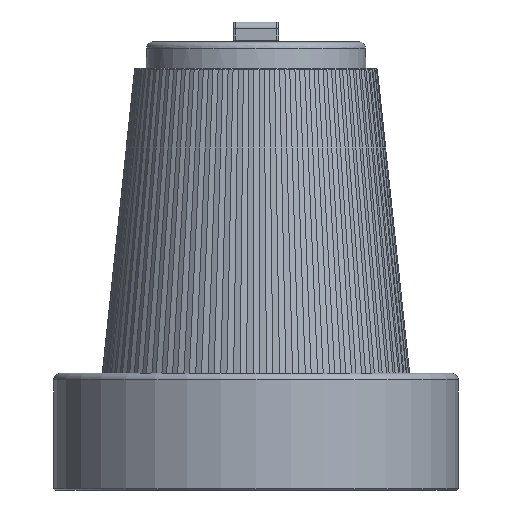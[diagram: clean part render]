
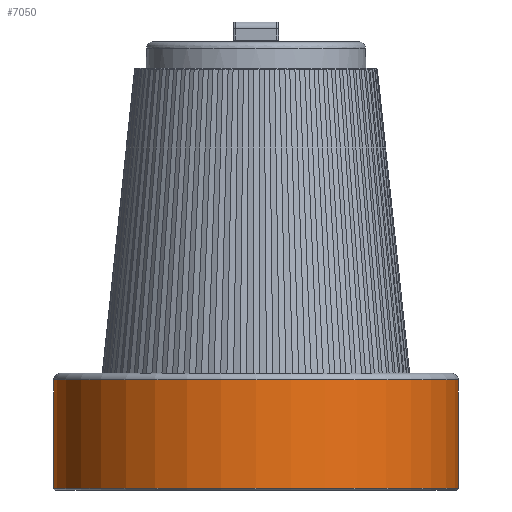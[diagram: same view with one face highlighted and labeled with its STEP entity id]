
A CAD part, front view. The second image highlights one B-rep face of the part: STEP entity #7050.
In plain terms, the highlighted cylindrical face has radius 7.625 mm (diameter 15.25 mm), a full revolution.
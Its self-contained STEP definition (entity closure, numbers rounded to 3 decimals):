
#446=CYLINDRICAL_SURFACE('',#7745,7.625);
#1147=LINE('',#12568,#1813);
#1813=VECTOR('',#9747,7.625);
#2383=FACE_OUTER_BOUND('',#2786,.T.);
#2786=EDGE_LOOP('',(#6273,#6274,#6275,#6276));
#2905=CIRCLE('',#7740,7.625);
#2909=CIRCLE('',#7746,7.625);
#3535=VERTEX_POINT('',#12557);
#3538=VERTEX_POINT('',#12566);
#4549=EDGE_CURVE('',#3535,#3535,#2905,.T.);
#4553=EDGE_CURVE('',#3538,#3538,#2909,.T.);
#4554=EDGE_CURVE('',#3538,#3535,#1147,.T.);
#6273=ORIENTED_EDGE('',*,*,#4553,.F.);
#6274=ORIENTED_EDGE('',*,*,#4554,.T.);
#6275=ORIENTED_EDGE('',*,*,#4549,.F.);
#6276=ORIENTED_EDGE('',*,*,#4554,.F.);
#7050=ADVANCED_FACE('',(#2383),#446,.T.);
#7740=AXIS2_PLACEMENT_3D('',#12558,#9733,#9734);
#7745=AXIS2_PLACEMENT_3D('',#12565,#9743,#9744);
#7746=AXIS2_PLACEMENT_3D('',#12567,#9745,#9746);
#9733=DIRECTION('center_axis',(0.,0.,-1.));
#9734=DIRECTION('ref_axis',(1.,0.,0.));
#9743=DIRECTION('center_axis',(0.,0.,1.));
#9744=DIRECTION('ref_axis',(1.,0.,0.));
#9745=DIRECTION('center_axis',(0.,0.,1.));
#9746=DIRECTION('ref_axis',(1.,0.,0.));
#9747=DIRECTION('',(0.,0.,-1.));
#12557=CARTESIAN_POINT('',(-7.625,0.,0.063));
#12558=CARTESIAN_POINT('Origin',(0.,0.,0.063));
#12565=CARTESIAN_POINT('Origin',(0.,0.,0.));
#12566=CARTESIAN_POINT('',(-7.625,0.,4.15));
#12567=CARTESIAN_POINT('Origin',(0.,0.,4.15));
#12568=CARTESIAN_POINT('',(-7.625,0.,0.));
